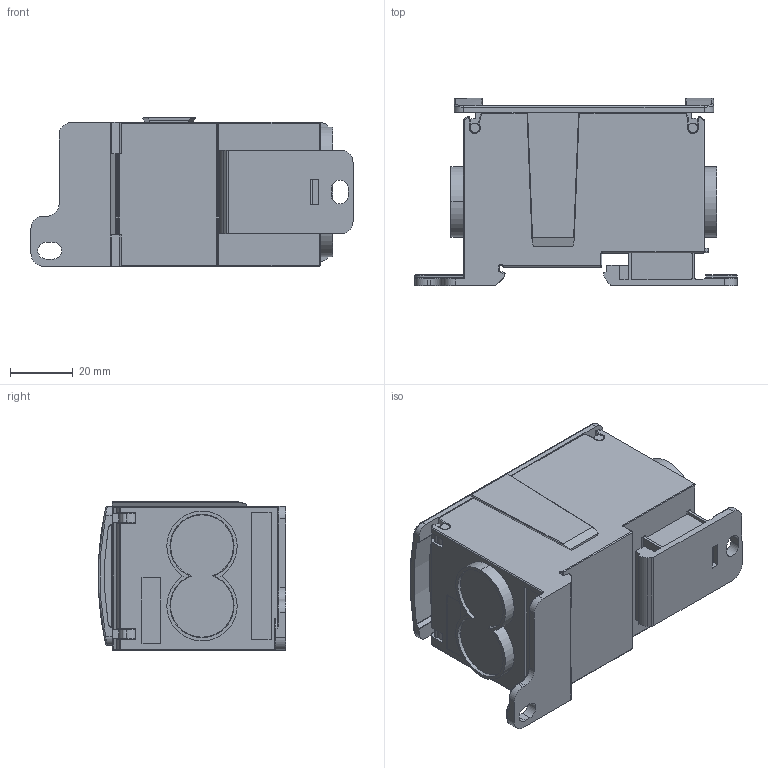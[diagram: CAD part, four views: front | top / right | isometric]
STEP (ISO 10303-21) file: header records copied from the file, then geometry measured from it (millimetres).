
FILE_DESCRIPTION (( 'STEP AP203' ), '1' );
FILE_NAME ('GPB2-510P1-2L.step', '2024-08-05T18:19:38', ( '' ), ( '' ), 'SwSTEP 2.0', 'SolidWorks 2023', '' );
FILE_SCHEMA (( 'CONFIG_CONTROL_DESIGN' ));
Length unit declared in the file: inch
Products named in the file (1): GPB2-510P1-2L
Bounding box: 103 x 60 x 47.5 mm (x, y, z)
Volume: 189956.2 mm3; surface area: 28171.7 mm2
Topology: 1 solids, 1 shells, 743 faces, 1905 edges, 1155 vertices
Faces by surface type: cylinder 335, plane 224, bspline 171, cone 8, torus 5
Entity records: 27756 total; most frequent: CARTESIAN_POINT 10698, ORIENTED_EDGE 3772, DIRECTION 3396, EDGE_CURVE 1886, AXIS2_PLACEMENT_3D 1226, VERTEX_POINT 1155, VECTOR 944, LINE 944
